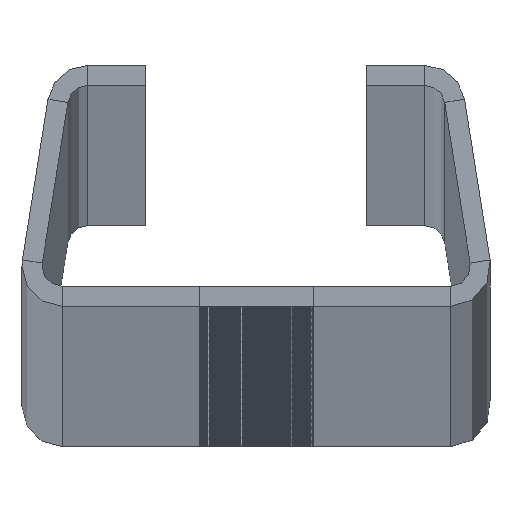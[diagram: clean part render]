
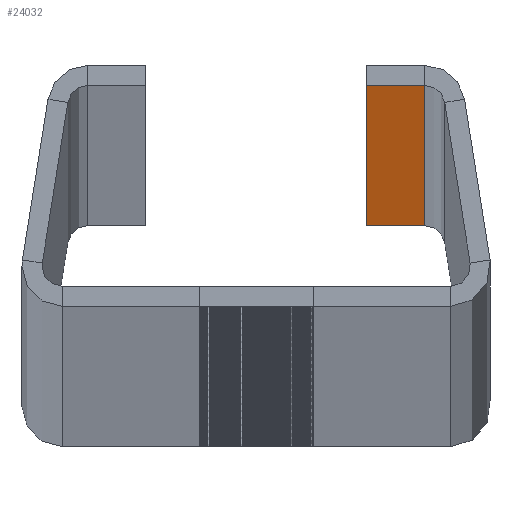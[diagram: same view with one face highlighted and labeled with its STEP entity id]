
A CAD part, top view. The second image highlights one B-rep face of the part: STEP entity #24032.
In plain terms, the highlighted planar face has unit normal (0, -1, 0).
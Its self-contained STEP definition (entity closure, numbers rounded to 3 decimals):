
#166 = DIRECTION ( 'NONE',  ( 0., -1., 0. ) ) ;
#521 = LINE ( 'NONE', #3030, #11192 ) ;
#3011 = ORIENTED_EDGE ( 'NONE', *, *, #8070, .F. ) ;
#3030 = CARTESIAN_POINT ( 'NONE',  ( 12.587, 16.5, 6000. ) ) ;
#3243 = EDGE_CURVE ( 'NONE', #4025, #23882, #22578, .T. ) ;
#3692 = FACE_OUTER_BOUND ( 'NONE', #11170, .T. ) ;
#4025 = VERTEX_POINT ( 'NONE', #7827 ) ;
#4982 = CARTESIAN_POINT ( 'NONE',  ( 15.149, 16.5, 0. ) ) ;
#5132 = LINE ( 'NONE', #18416, #10745 ) ;
#5294 = DIRECTION ( 'NONE',  ( 0., 0., -1. ) ) ;
#7203 = CARTESIAN_POINT ( 'NONE',  ( 8.25, 16.5, 6000. ) ) ;
#7711 = PLANE ( 'NONE',  #16748 ) ;
#7827 = CARTESIAN_POINT ( 'NONE',  ( 12.587, 16.5, 0. ) ) ;
#8070 = EDGE_CURVE ( 'NONE', #9313, #4025, #521, .T. ) ;
#8721 = DIRECTION ( 'NONE',  ( 0., 0., -1. ) ) ;
#9313 = VERTEX_POINT ( 'NONE', #15491 ) ;
#10745 = VECTOR ( 'NONE', #22193, 1000. ) ;
#11170 = EDGE_LOOP ( 'NONE', ( #12931, #3011, #12740, #22831 ) ) ;
#11192 = VECTOR ( 'NONE', #8721, 1000. ) ;
#11721 = EDGE_CURVE ( 'NONE', #9313, #24198, #5132, .T. ) ;
#12740 = ORIENTED_EDGE ( 'NONE', *, *, #11721, .T. ) ;
#12931 = ORIENTED_EDGE ( 'NONE', *, *, #3243, .F. ) ;
#13401 = DIRECTION ( 'NONE',  ( 0., 0., -1. ) ) ;
#13889 = EDGE_CURVE ( 'NONE', #24198, #23882, #19480, .T. ) ;
#15491 = CARTESIAN_POINT ( 'NONE',  ( 12.587, 16.5, 6000. ) ) ;
#16275 = DIRECTION ( 'NONE',  ( -1., 0., 0. ) ) ;
#16317 = CARTESIAN_POINT ( 'NONE',  ( 8.25, 16.5, 0. ) ) ;
#16748 = AXIS2_PLACEMENT_3D ( 'NONE', #22919, #166, #13401 ) ;
#18416 = CARTESIAN_POINT ( 'NONE',  ( 15.149, 16.5, 6000. ) ) ;
#18874 = VECTOR ( 'NONE', #5294, 1000. ) ;
#19480 = LINE ( 'NONE', #7203, #18874 ) ;
#20641 = CARTESIAN_POINT ( 'NONE',  ( 8.25, 16.5, 6000. ) ) ;
#21378 = VECTOR ( 'NONE', #16275, 1000. ) ;
#22193 = DIRECTION ( 'NONE',  ( -1., 0., 0. ) ) ;
#22578 = LINE ( 'NONE', #4982, #21378 ) ;
#22831 = ORIENTED_EDGE ( 'NONE', *, *, #13889, .T. ) ;
#22919 = CARTESIAN_POINT ( 'NONE',  ( 15.149, 16.5, 6000. ) ) ;
#23882 = VERTEX_POINT ( 'NONE', #16317 ) ;
#24032 = ADVANCED_FACE ( 'NONE', ( #3692 ), #7711, .T. ) ;
#24198 = VERTEX_POINT ( 'NONE', #20641 ) ;
